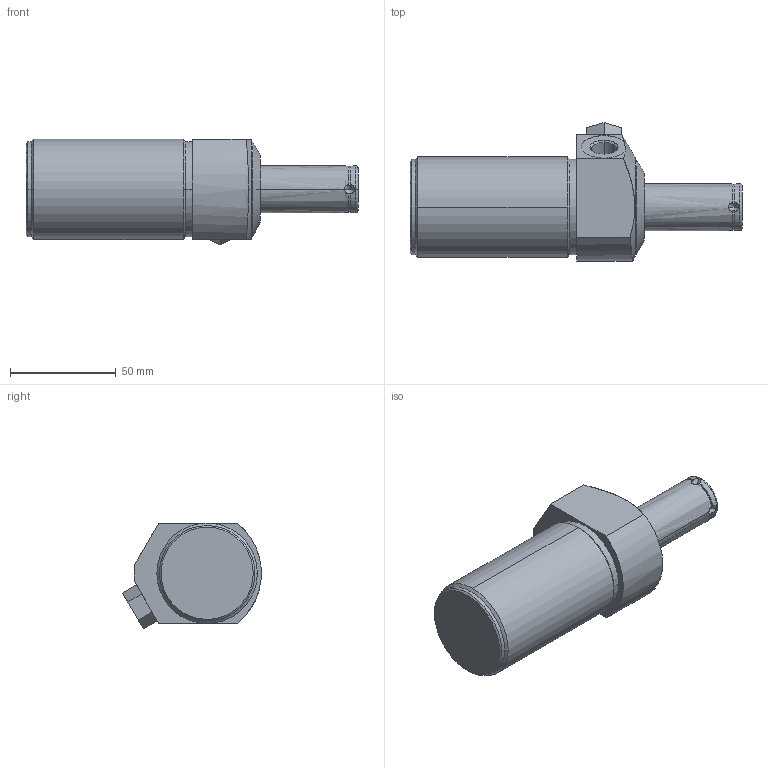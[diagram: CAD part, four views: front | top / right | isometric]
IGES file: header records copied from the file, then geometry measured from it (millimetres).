
Start section:  PTC IGES file: ilcm41501115.igs
Global section: file name: ilcm41501115.igs; native system: Creo Parametric by PTC Inc.; preprocessor: 2021164; author: Jweaver; organization: Unknown; date: 20230322.060253; units: millimetre
Bounding box: 157.34 x 65.77 x 50.2 mm (x, y, z)
Surface area: 27815.4 mm2 (no closed solid volume)
Topology: 0 solids, 0 shells, 88 faces, 434 edges, 424 vertices
Faces by surface type: revolution 58, bspline 30
